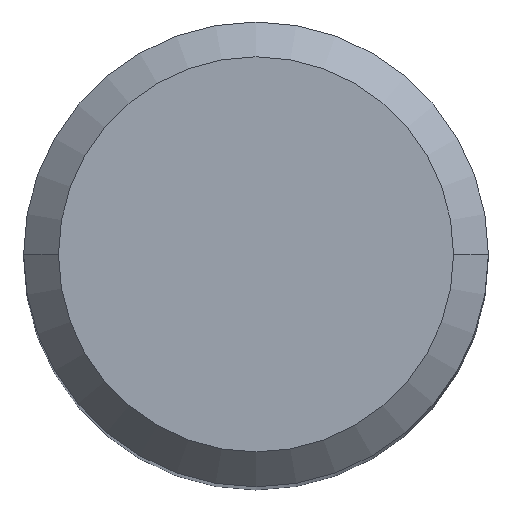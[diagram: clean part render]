
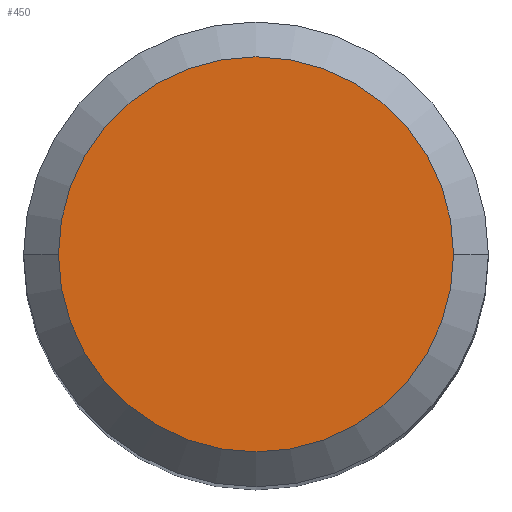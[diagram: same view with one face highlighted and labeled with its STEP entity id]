
A CAD part, top view. The second image highlights one B-rep face of the part: STEP entity #450.
In plain terms, the highlighted planar face has unit normal (0, 0, 1).
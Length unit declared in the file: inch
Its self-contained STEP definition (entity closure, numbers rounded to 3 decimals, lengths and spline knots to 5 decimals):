
#3 = CARTESIAN_POINT ( 'NONE',  ( 0., 0., 0. ) ) ;
#47 = VERTEX_POINT ( 'NONE', #308 ) ;
#71 = DIRECTION ( 'NONE',  ( 0., 0., -1. ) ) ;
#73 = CARTESIAN_POINT ( 'NONE',  ( 0., 0., 0. ) ) ;
#81 = CIRCLE ( 'NONE', #468, 0.16732 ) ;
#107 = PLANE ( 'NONE',  #461 ) ;
#112 = ORIENTED_EDGE ( 'NONE', *, *, #414, .T. ) ;
#130 = EDGE_CURVE ( 'NONE', #421, #47, #278, .T. ) ;
#158 = ORIENTED_EDGE ( 'NONE', *, *, #130, .T. ) ;
#165 = CARTESIAN_POINT ( 'NONE',  ( -0.16732, 0., 0. ) ) ;
#203 = EDGE_LOOP ( 'NONE', ( #158, #112 ) ) ;
#278 = CIRCLE ( 'NONE', #362, 0.16732 ) ;
#286 = DIRECTION ( 'NONE',  ( 1., 0., 0. ) ) ;
#308 = CARTESIAN_POINT ( 'NONE',  ( 0.16732, 0., 0. ) ) ;
#313 = FACE_OUTER_BOUND ( 'NONE', #203, .T. ) ;
#334 = DIRECTION ( 'NONE',  ( 1., 0., 0. ) ) ;
#349 = CARTESIAN_POINT ( 'NONE',  ( 0., 0., 0. ) ) ;
#362 = AXIS2_PLACEMENT_3D ( 'NONE', #3, #490, #334 ) ;
#382 = DIRECTION ( 'NONE',  ( -1., 0., 0. ) ) ;
#414 = EDGE_CURVE ( 'NONE', #47, #421, #81, .T. ) ;
#421 = VERTEX_POINT ( 'NONE', #165 ) ;
#427 = DIRECTION ( 'NONE',  ( 0., 0., 1. ) ) ;
#450 = ADVANCED_FACE ( 'NONE', ( #313 ), #107, .F. ) ;
#461 = AXIS2_PLACEMENT_3D ( 'NONE', #73, #71, #382 ) ;
#468 = AXIS2_PLACEMENT_3D ( 'NONE', #349, #427, #286 ) ;
#490 = DIRECTION ( 'NONE',  ( 0., 0., 1. ) ) ;
